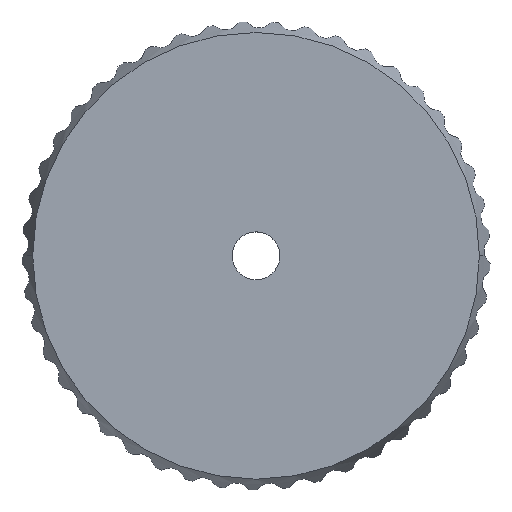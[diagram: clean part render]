
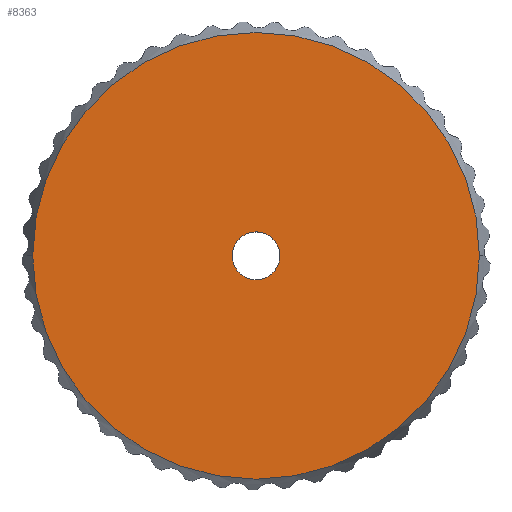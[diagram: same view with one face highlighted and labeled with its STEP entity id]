
A CAD part, top view. The second image highlights one B-rep face of the part: STEP entity #8363.
In plain terms, the highlighted planar face has unit normal (0, 0, 1).
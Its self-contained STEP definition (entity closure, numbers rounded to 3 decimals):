
#3973=CARTESIAN_POINT('',(0.,0.,62.555));
#3974=DIRECTION('',(0.,0.,1.));
#3975=DIRECTION('',(1.,0.,0.));
#3976=AXIS2_PLACEMENT_3D('',#3973,#3974,#3975);
#3978=CARTESIAN_POINT('',(0.,0.,62.555));
#3979=DIRECTION('',(0.,0.,1.));
#3980=DIRECTION('',(-1.,0.,0.));
#3981=AXIS2_PLACEMENT_3D('',#3978,#3979,#3980);
#3983=CARTESIAN_POINT('',(0.,0.,62.555));
#3984=DIRECTION('',(0.,0.,-1.));
#3985=DIRECTION('',(-1.,0.,0.));
#3986=AXIS2_PLACEMENT_3D('',#3983,#3984,#3985);
#3988=CARTESIAN_POINT('',(0.,0.,62.555));
#3989=DIRECTION('',(0.,0.,-1.));
#3990=DIRECTION('',(1.,0.,0.));
#3991=AXIS2_PLACEMENT_3D('',#3988,#3989,#3990);
#6701=CARTESIAN_POINT('',(-133.6,0.,62.555));
#6703=VERTEX_POINT('',#6701);
#6705=CARTESIAN_POINT('',(133.6,0.,62.555));
#6707=VERTEX_POINT('',#6705);
#6811=CARTESIAN_POINT('',(-14.314,0.,62.555));
#6812=CARTESIAN_POINT('',(14.314,0.,62.555));
#6813=VERTEX_POINT('',#6811);
#6814=VERTEX_POINT('',#6812);
#8347=CARTESIAN_POINT('',(-133.6,0.,62.555));
#8348=DIRECTION('',(0.,0.,-1.));
#8349=DIRECTION('',(-1.,0.,0.));
#8350=AXIS2_PLACEMENT_3D('',#8347,#8348,#8349);
#8351=PLANE('',#8350);
#8352=ORIENTED_EDGE('',*,*,#8226,.F.);
#8354=ORIENTED_EDGE('',*,*,#8353,.F.);
#8355=EDGE_LOOP('',(#8352,#8354));
#8356=FACE_OUTER_BOUND('',#8355,.F.);
#8358=ORIENTED_EDGE('',*,*,#8357,.F.);
#8360=ORIENTED_EDGE('',*,*,#8359,.F.);
#8361=EDGE_LOOP('',(#8358,#8360));
#8362=FACE_BOUND('',#8361,.F.);
#8363=ADVANCED_FACE('',(#8356,#8362),#8351,.F.);
#3977=CIRCLE('',#3976,133.6);
#3982=CIRCLE('',#3981,133.6);
#3987=CIRCLE('',#3986,14.314);
#3992=CIRCLE('',#3991,14.314);
#8226=EDGE_CURVE('',#6707,#6703,#3977,.T.);
#8353=EDGE_CURVE('',#6703,#6707,#3982,.T.);
#8357=EDGE_CURVE('',#6813,#6814,#3987,.T.);
#8359=EDGE_CURVE('',#6814,#6813,#3992,.T.);
